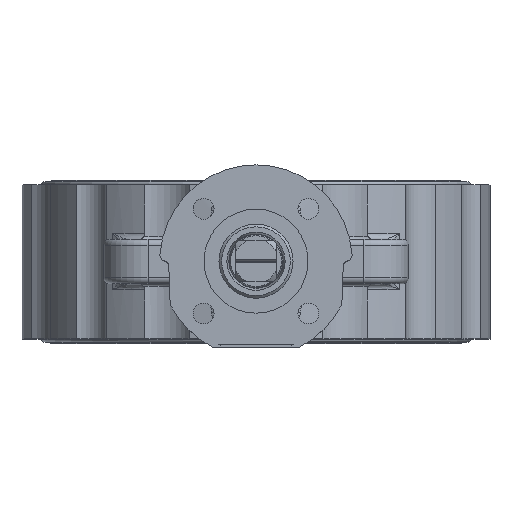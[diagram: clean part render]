
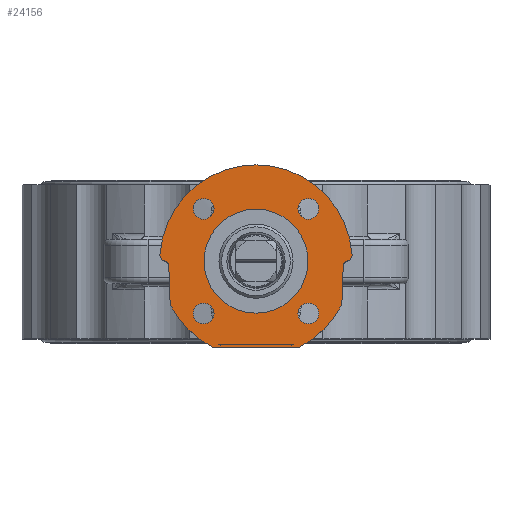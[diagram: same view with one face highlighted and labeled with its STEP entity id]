
A CAD part, top view. The second image highlights one B-rep face of the part: STEP entity #24156.
In plain terms, the highlighted planar face has unit normal (0, 0, 1).
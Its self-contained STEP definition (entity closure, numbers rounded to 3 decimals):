
#8458=CARTESIAN_POINT('',(-30.935,0.064,167.5));
#8459=VERTEX_POINT('',#8458);
#8460=CARTESIAN_POINT('',(-32.43,2.131,167.5));
#8461=VERTEX_POINT('',#8460);
#8462=CARTESIAN_POINT('',(-30.434,2.,167.5));
#8463=DIRECTION('',(0.0,0.0,-1.));
#8464=DIRECTION('',(-0.73,-0.684,0.0));
#8465=AXIS2_PLACEMENT_3D('',#8462,#8463,#8464);
#8466=CIRCLE('',#8465,2.);
#8467=EDGE_CURVE('',#8459,#8461,#8466,.T.);
#8500=CARTESIAN_POINT('',(-29.437,-1.803,167.5));
#8501=VERTEX_POINT('',#8500);
#8502=CARTESIAN_POINT('',(-31.436,-1.873,167.5));
#8503=DIRECTION('',(0.0,0.0,1.0));
#8504=DIRECTION('',(-0.999,-0.035,0.0));
#8505=AXIS2_PLACEMENT_3D('',#8502,#8503,#8504);
#8506=CIRCLE('',#8505,2.);
#8507=EDGE_CURVE('',#8501,#8459,#8506,.T.);
#8533=CARTESIAN_POINT('',(32.43,2.131,167.5));
#8534=VERTEX_POINT('',#8533);
#8535=CARTESIAN_POINT('',(0.0,0.0,167.5));
#8536=DIRECTION('',(0.0,0.0,-1.0));
#8537=DIRECTION('',(1.0,0.0,0.0));
#8538=AXIS2_PLACEMENT_3D('',#8535,#8536,#8537);
#8539=CIRCLE('',#8538,32.5);
#8540=EDGE_CURVE('',#8461,#8534,#8539,.T.);
#8566=CARTESIAN_POINT('',(30.935,0.064,167.5));
#8567=VERTEX_POINT('',#8566);
#8568=CARTESIAN_POINT('',(30.434,2.0,167.5));
#8569=DIRECTION('',(0.0,0.0,-1.0));
#8570=DIRECTION('',(0.73,-0.684,0.0));
#8571=AXIS2_PLACEMENT_3D('',#8568,#8569,#8570);
#8572=CIRCLE('',#8571,2.0);
#8573=EDGE_CURVE('',#8534,#8567,#8572,.T.);
#8599=CARTESIAN_POINT('',(29.437,-1.803,167.5));
#8600=VERTEX_POINT('',#8599);
#8601=CARTESIAN_POINT('',(31.436,-1.873,167.5));
#8602=DIRECTION('',(0.0,0.0,1.0));
#8603=DIRECTION('',(0.999,-0.035,0.0));
#8604=AXIS2_PLACEMENT_3D('',#8601,#8602,#8603);
#8605=CIRCLE('',#8604,2.);
#8606=EDGE_CURVE('',#8567,#8600,#8605,.T.);
#23964=CARTESIAN_POINT('',(-28.987,-14.698,167.5));
#23965=VERTEX_POINT('',#23964);
#23966=CARTESIAN_POINT('',(-28.987,-14.698,167.5));
#23967=DIRECTION('',(-0.035,0.999,0.0));
#23968=VECTOR('',#23967,12.903);
#23969=LINE('',#23966,#23968);
#23970=EDGE_CURVE('',#23965,#8501,#23969,.T.);
#23988=CARTESIAN_POINT('',(-14.671,-29.,167.5));
#23989=VERTEX_POINT('',#23988);
#23990=CARTESIAN_POINT('',(0.0,0.0,167.5));
#23991=DIRECTION('',(0.0,0.0,-1.));
#23992=DIRECTION('',(-0.892,-0.452,0.0));
#23993=AXIS2_PLACEMENT_3D('',#23990,#23991,#23992);
#23994=CIRCLE('',#23993,32.5);
#23995=EDGE_CURVE('',#23989,#23965,#23994,.T.);
#24013=CARTESIAN_POINT('',(14.671,-29.,167.5));
#24014=VERTEX_POINT('',#24013);
#24015=CARTESIAN_POINT('',(14.671,-29.,167.5));
#24016=DIRECTION('',(-1.0,0.0,0.0));
#24017=VECTOR('',#24016,29.343);
#24018=LINE('',#24015,#24017);
#24019=EDGE_CURVE('',#24014,#23989,#24018,.T.);
#24047=CARTESIAN_POINT('',(28.987,-14.698,167.5));
#24048=VERTEX_POINT('',#24047);
#24049=CARTESIAN_POINT('',(0.0,0.0,167.5));
#24050=DIRECTION('',(0.0,0.0,-1.0));
#24051=DIRECTION('',(0.451,-0.892,0.0));
#24052=AXIS2_PLACEMENT_3D('',#24049,#24050,#24051);
#24053=CIRCLE('',#24052,32.5);
#24054=EDGE_CURVE('',#24048,#24014,#24053,.T.);
#24072=CARTESIAN_POINT('',(29.437,-1.803,167.5));
#24073=DIRECTION('',(-0.035,-0.999,0.0));
#24074=VECTOR('',#24073,12.903);
#24075=LINE('',#24072,#24074);
#24076=EDGE_CURVE('',#8600,#24048,#24075,.T.);
#24084=CARTESIAN_POINT('',(-79.001,32.501,167.5));
#24085=DIRECTION('',(0.0,0.0,-1.0));
#24086=DIRECTION('',(-1.0,0.0,0.0));
#24087=AXIS2_PLACEMENT_3D('',#24084,#24085,#24086);
#24088=PLANE('',#24087);
#24089=ORIENTED_EDGE('',*,*,#8507,.F.);
#24090=ORIENTED_EDGE('',*,*,#23970,.F.);
#24091=ORIENTED_EDGE('',*,*,#23995,.F.);
#24092=ORIENTED_EDGE('',*,*,#24019,.F.);
#24093=ORIENTED_EDGE('',*,*,#24054,.F.);
#24094=ORIENTED_EDGE('',*,*,#24076,.F.);
#24095=ORIENTED_EDGE('',*,*,#8606,.F.);
#24096=ORIENTED_EDGE('',*,*,#8573,.F.);
#24097=ORIENTED_EDGE('',*,*,#8540,.F.);
#24098=ORIENTED_EDGE('',*,*,#8467,.F.);
#24099=EDGE_LOOP('',(#24089,#24090,#24091,#24092,#24093,#24094,#24095,#24096,#24097,#24098));
#24100=FACE_OUTER_BOUND('',#24099,.T.);
#24101=CARTESIAN_POINT('',(-21.178,-17.678,167.5));
#24102=VERTEX_POINT('',#24101);
#24103=CARTESIAN_POINT('',(-17.678,-17.678,167.5));
#24104=DIRECTION('',(0.0,0.0,-1.0));
#24105=DIRECTION('',(-1.0,0.0,0.0));
#24106=AXIS2_PLACEMENT_3D('',#24103,#24104,#24105);
#24107=CIRCLE('',#24106,3.5);
#24108=EDGE_CURVE('',#24102,#24102,#24107,.T.);
#24109=ORIENTED_EDGE('',*,*,#24108,.T.);
#24110=EDGE_LOOP('',(#24109));
#24111=FACE_BOUND('',#24110,.T.);
#24112=CARTESIAN_POINT('',(-17.678,21.178,167.5));
#24113=VERTEX_POINT('',#24112);
#24114=CARTESIAN_POINT('',(-17.678,17.678,167.5));
#24115=DIRECTION('',(0.0,0.0,-1.0));
#24116=DIRECTION('',(0.0,1.0,0.0));
#24117=AXIS2_PLACEMENT_3D('',#24114,#24115,#24116);
#24118=CIRCLE('',#24117,3.5);
#24119=EDGE_CURVE('',#24113,#24113,#24118,.T.);
#24120=ORIENTED_EDGE('',*,*,#24119,.T.);
#24121=EDGE_LOOP('',(#24120));
#24122=FACE_BOUND('',#24121,.T.);
#24123=CARTESIAN_POINT('',(17.678,-21.178,167.5));
#24124=VERTEX_POINT('',#24123);
#24125=CARTESIAN_POINT('',(17.678,-17.678,167.5));
#24126=DIRECTION('',(0.0,0.0,-1.0));
#24127=DIRECTION('',(0.0,-1.0,0.0));
#24128=AXIS2_PLACEMENT_3D('',#24125,#24126,#24127);
#24129=CIRCLE('',#24128,3.5);
#24130=EDGE_CURVE('',#24124,#24124,#24129,.T.);
#24131=ORIENTED_EDGE('',*,*,#24130,.T.);
#24132=EDGE_LOOP('',(#24131));
#24133=FACE_BOUND('',#24132,.T.);
#24134=CARTESIAN_POINT('',(21.178,17.678,167.5));
#24135=VERTEX_POINT('',#24134);
#24136=CARTESIAN_POINT('',(17.678,17.678,167.5));
#24137=DIRECTION('',(0.0,0.0,-1.0));
#24138=DIRECTION('',(1.0,0.0,0.0));
#24139=AXIS2_PLACEMENT_3D('',#24136,#24137,#24138);
#24140=CIRCLE('',#24139,3.5);
#24141=EDGE_CURVE('',#24135,#24135,#24140,.T.);
#24142=ORIENTED_EDGE('',*,*,#24141,.T.);
#24143=EDGE_LOOP('',(#24142));
#24144=FACE_BOUND('',#24143,.T.);
#24145=CARTESIAN_POINT('',(17.55,0.,167.5));
#24146=VERTEX_POINT('',#24145);
#24147=CARTESIAN_POINT('',(0.0,0.0,167.5));
#24148=DIRECTION('',(0.0,0.0,-1.0));
#24149=DIRECTION('',(1.0,0.0,0.0));
#24150=AXIS2_PLACEMENT_3D('',#24147,#24148,#24149);
#24151=CIRCLE('',#24150,17.55);
#24152=EDGE_CURVE('',#24146,#24146,#24151,.T.);
#24153=ORIENTED_EDGE('',*,*,#24152,.T.);
#24154=EDGE_LOOP('',(#24153));
#24155=FACE_BOUND('',#24154,.T.);
#24156=ADVANCED_FACE('',(#24100,#24111,#24122,#24133,#24144,#24155),#24088,.F.);
